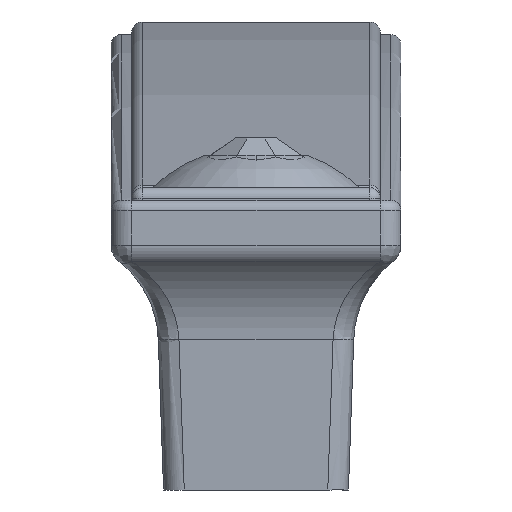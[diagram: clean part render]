
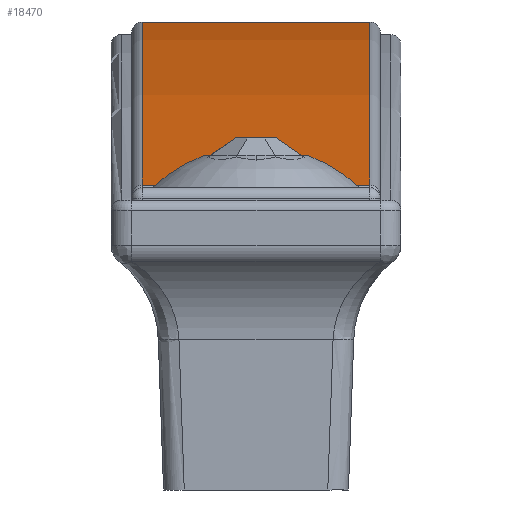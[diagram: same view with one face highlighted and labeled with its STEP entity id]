
A CAD part, left-side view. The second image highlights one B-rep face of the part: STEP entity #18470.
In plain terms, the highlighted cylindrical face has radius 207.662 mm (diameter 415.325 mm), a partial arc.
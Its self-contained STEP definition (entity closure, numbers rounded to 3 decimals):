
#18060=CARTESIAN_POINT('',(-16.,0.,-208.236));
#18070=DIRECTION('',(0.,1.,0.));
#18080=DIRECTION('',(-1.,0.,0.));
#18090=AXIS2_PLACEMENT_3D('',#18060,#18070,#18080);
#18100=CYLINDRICAL_SURFACE('',#18090,207.663);
#18110=CARTESIAN_POINT('',(-16.,-5.5,-208.236));
#18120=DIRECTION('',(0.,-1.,0.));
#18130=DIRECTION('',(-1.,0.,0.));
#18140=AXIS2_PLACEMENT_3D('',#18110,#18120,#18130);
#18150=CIRCLE('',#18140,207.663);
#18160=CARTESIAN_POINT('',(40.636,-5.5,-8.446));
#18170=VERTEX_POINT('',#18160);
#18180=CARTESIAN_POINT('',(-72.636,-5.5,-8.446));
#18190=VERTEX_POINT('',#18180);
#18200=EDGE_CURVE('',#18170,#18190,#18150,.T.);
#18210=ORIENTED_EDGE('',*,*,#18200,.F.);
#18220=CARTESIAN_POINT('',(-72.636,0.,-8.446));
#18230=DIRECTION('',(0.,-1.,0.));
#18240=VECTOR('',#18230,1.);
#18250=LINE('',#18220,#18240);
#18260=CARTESIAN_POINT('',(-72.636,5.5,-8.446));
#18270=VERTEX_POINT('',#18260);
#18280=EDGE_CURVE('',#18270,#18190,#18250,.T.);
#18290=ORIENTED_EDGE('',*,*,#18280,.T.);
#18300=CARTESIAN_POINT('',(-16.,5.5,-208.236));
#18310=DIRECTION('',(0.,-1.,0.));
#18320=DIRECTION('',(-1.,0.,0.));
#18330=AXIS2_PLACEMENT_3D('',#18300,#18310,#18320);
#18340=CIRCLE('',#18330,207.663);
#18350=CARTESIAN_POINT('',(40.636,5.5,-8.446));
#18360=VERTEX_POINT('',#18350);
#18370=EDGE_CURVE('',#18360,#18270,#18340,.T.);
#18380=ORIENTED_EDGE('',*,*,#18370,.T.);
#18390=CARTESIAN_POINT('',(40.636,0.,-8.446));
#18400=DIRECTION('',(0.,-1.,0.));
#18410=VECTOR('',#18400,1.);
#18420=LINE('',#18390,#18410);
#18430=EDGE_CURVE('',#18360,#18170,#18420,.T.);
#18440=ORIENTED_EDGE('',*,*,#18430,.F.);
#18450=EDGE_LOOP('',(#18440,#18380,#18290,#18210));
#18460=FACE_OUTER_BOUND('',#18450,.T.);
#18470=ADVANCED_FACE('',(#18460),#18100,.T.);
